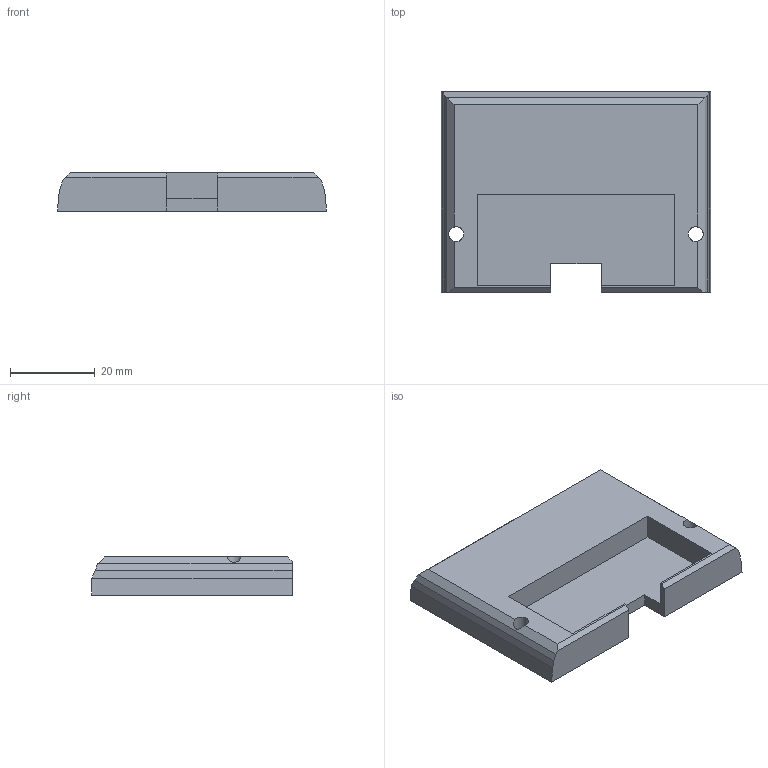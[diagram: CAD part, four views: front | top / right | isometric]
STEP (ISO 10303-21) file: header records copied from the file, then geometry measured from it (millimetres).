
FILE_DESCRIPTION(/* description */ (''),/* implementation_level */ '2;1');
FILE_NAME(/* name */ 'ODM_FRONT_CASE.stp',/* time_stamp */ '2024-10-19T10:56:59-05:00',/* author */ ('yulio'),/* organization */ (''),/* preprocessor_version */ 'ST-DEVELOPER v20',/* originating_system */ 'Autodesk Inventor 2024',/* authorisation */ '');
FILE_SCHEMA (('AUTOMOTIVE_DESIGN { 1 0 10303 214 3 1 1 }'));
Length unit declared in the file: millimetre
Products named in the file (1): extensionSensorFront
Bounding box: 63.4 x 47.12 x 9 mm (x, y, z)
Volume: 19366.3 mm3; surface area: 8289.4 mm2
Topology: 1 solids, 1 shells, 28 faces, 82 edges, 54 vertices
Faces by surface type: plane 26, cylinder 2
Full cylindrical faces by diameter (mm): 3.5 x2
Entity records: 1006 total; most frequent: CARTESIAN_POINT 165, ORIENTED_EDGE 164, DIRECTION 148, EDGE_CURVE 82, LINE 74, VECTOR 74, VERTEX_POINT 54, AXIS2_PLACEMENT_3D 37
